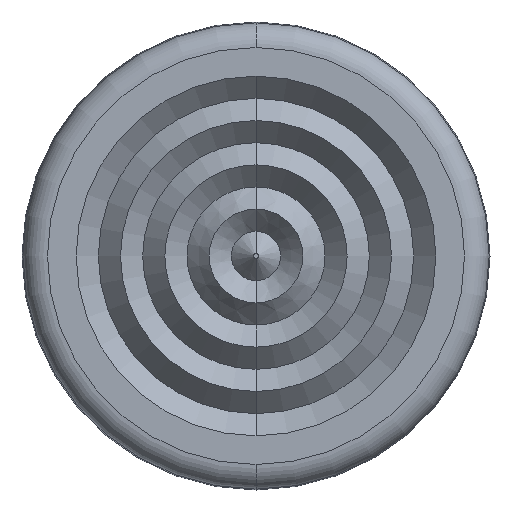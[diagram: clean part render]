
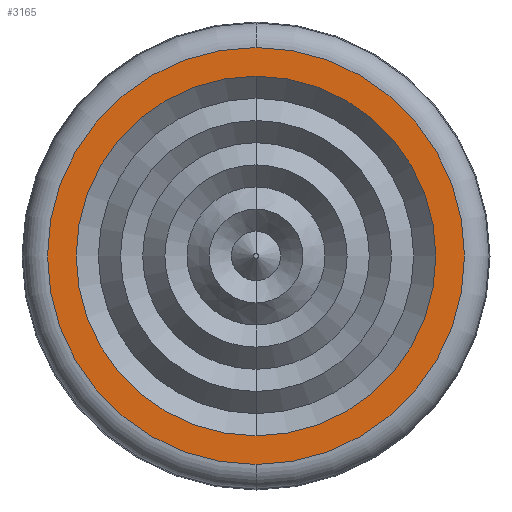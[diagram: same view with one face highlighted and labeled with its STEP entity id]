
A CAD part, front view. The second image highlights one B-rep face of the part: STEP entity #3165.
In plain terms, the highlighted planar face has unit normal (0, -1, 0).
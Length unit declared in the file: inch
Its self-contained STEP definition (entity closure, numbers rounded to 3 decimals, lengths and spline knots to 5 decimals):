
#23 = EDGE_CURVE ( 'NONE', #2753, #3491, #3666, .T. ) ;
#178 = DIRECTION ( 'NONE',  ( 0., 0., 1. ) ) ;
#198 = CARTESIAN_POINT ( 'NONE',  ( 0., -0.03, 0. ) ) ;
#451 = FACE_OUTER_BOUND ( 'NONE', #2043, .T. ) ;
#780 = CIRCLE ( 'NONE', #2523, 0.073 ) ;
#1110 = AXIS2_PLACEMENT_3D ( 'NONE', #2583, #2609, #2622 ) ;
#1283 = EDGE_CURVE ( 'NONE', #1524, #1699, #780, .T. ) ;
#1524 = VERTEX_POINT ( 'NONE', #3610 ) ;
#1553 = AXIS2_PLACEMENT_3D ( 'NONE', #3557, #3536, #3555 ) ;
#1699 = VERTEX_POINT ( 'NONE', #1916 ) ;
#1889 = EDGE_LOOP ( 'NONE', ( #2862, #2375 ) ) ;
#1916 = CARTESIAN_POINT ( 'NONE',  ( 0., -0.03, 0.073 ) ) ;
#2043 = EDGE_LOOP ( 'NONE', ( #3239, #3136 ) ) ;
#2135 = FACE_BOUND ( 'NONE', #1889, .T. ) ;
#2232 = AXIS2_PLACEMENT_3D ( 'NONE', #2646, #2642, #2637 ) ;
#2375 = ORIENTED_EDGE ( 'NONE', *, *, #2393, .T. ) ;
#2393 = EDGE_CURVE ( 'NONE', #1699, #1524, #3090, .T. ) ;
#2523 = AXIS2_PLACEMENT_3D ( 'NONE', #198, #3078, #178 ) ;
#2583 = CARTESIAN_POINT ( 'NONE',  ( 0., -0.03, 0. ) ) ;
#2609 = DIRECTION ( 'NONE',  ( 0., 1., 0. ) ) ;
#2622 = DIRECTION ( 'NONE',  ( 0., 0., 1. ) ) ;
#2637 = DIRECTION ( 'NONE',  ( 0., 0., -1. ) ) ;
#2642 = DIRECTION ( 'NONE',  ( 0., -1., 0. ) ) ;
#2646 = CARTESIAN_POINT ( 'NONE',  ( 0., -0.03, 0. ) ) ;
#2753 = VERTEX_POINT ( 'NONE', #3724 ) ;
#2763 = AXIS2_PLACEMENT_3D ( 'NONE', #3199, #3064, #3248 ) ;
#2806 = CARTESIAN_POINT ( 'NONE',  ( 0., -0.03, -0.08465 ) ) ;
#2862 = ORIENTED_EDGE ( 'NONE', *, *, #1283, .T. ) ;
#3064 = DIRECTION ( 'NONE',  ( 0., -1., 0. ) ) ;
#3078 = DIRECTION ( 'NONE',  ( 0., 1., 0. ) ) ;
#3090 = CIRCLE ( 'NONE', #1110, 0.073 ) ;
#3136 = ORIENTED_EDGE ( 'NONE', *, *, #23, .T. ) ;
#3165 = ADVANCED_FACE ( 'NONE', ( #451, #2135 ), #3567, .T. ) ;
#3199 = CARTESIAN_POINT ( 'NONE',  ( 0., -0.03, 0. ) ) ;
#3239 = ORIENTED_EDGE ( 'NONE', *, *, #3524, .T. ) ;
#3248 = DIRECTION ( 'NONE',  ( 0., 0., -1. ) ) ;
#3346 = CIRCLE ( 'NONE', #2232, 0.08465 ) ;
#3491 = VERTEX_POINT ( 'NONE', #2806 ) ;
#3524 = EDGE_CURVE ( 'NONE', #3491, #2753, #3346, .T. ) ;
#3536 = DIRECTION ( 'NONE',  ( 0., -1., 0. ) ) ;
#3555 = DIRECTION ( 'NONE',  ( 0., 0., -1. ) ) ;
#3557 = CARTESIAN_POINT ( 'NONE',  ( 0., -0.03, 0. ) ) ;
#3567 = PLANE ( 'NONE',  #1553 ) ;
#3610 = CARTESIAN_POINT ( 'NONE',  ( 0., -0.03, -0.073 ) ) ;
#3666 = CIRCLE ( 'NONE', #2763, 0.08465 ) ;
#3724 = CARTESIAN_POINT ( 'NONE',  ( 0., -0.03, 0.08465 ) ) ;
